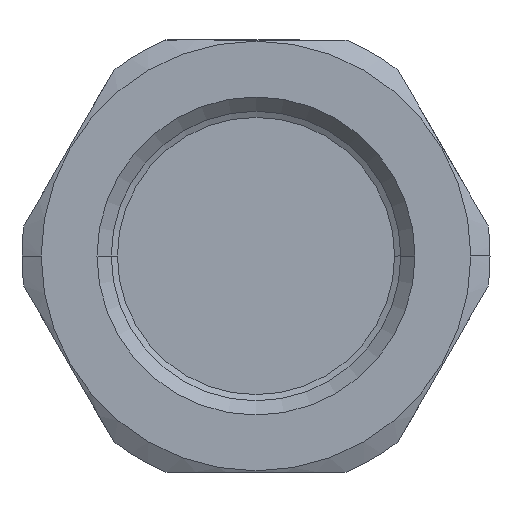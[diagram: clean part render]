
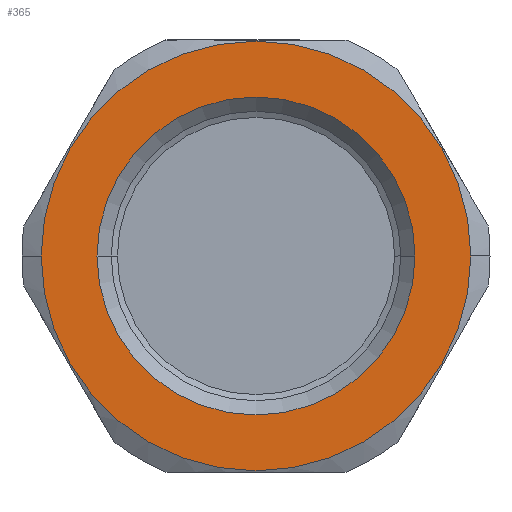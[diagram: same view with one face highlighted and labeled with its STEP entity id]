
A CAD part, left-side view. The second image highlights one B-rep face of the part: STEP entity #365.
In plain terms, the highlighted planar face has unit normal (-1, 0, 0).
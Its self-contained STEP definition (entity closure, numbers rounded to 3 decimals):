
#35 = AXIS2_PLACEMENT_3D ( 'NONE', #1106, #1107, #1096 ) ;
#99 = EDGE_CURVE ( 'NONE', #1088, #973, #1687, .T. ) ;
#146 = EDGE_CURVE ( 'NONE', #873, #962, #1900, .T. ) ;
#235 = CARTESIAN_POINT ( 'NONE',  ( -53., 13.25, 0. ) ) ;
#365 = ADVANCED_FACE ( 'NONE', ( #2351, #2350 ), #528, .T. ) ;
#511 = DIRECTION ( 'NONE',  ( 0., 1., 0. ) ) ;
#513 = DIRECTION ( 'NONE',  ( -1., 0., 0. ) ) ;
#522 = CARTESIAN_POINT ( 'NONE',  ( -53., -17.9, 0. ) ) ;
#528 = PLANE ( 'NONE',  #2669 ) ;
#682 = EDGE_CURVE ( 'NONE', #973, #1088, #2201, .T. ) ;
#683 = EDGE_CURVE ( 'NONE', #962, #873, #2200, .T. ) ;
#724 = AXIS2_PLACEMENT_3D ( 'NONE', #1348, #1268, #1296 ) ;
#766 = AXIS2_PLACEMENT_3D ( 'NONE', #1461, #1325, #1340 ) ;
#873 = VERTEX_POINT ( 'NONE', #2564 ) ;
#962 = VERTEX_POINT ( 'NONE', #2499 ) ;
#973 = VERTEX_POINT ( 'NONE', #2581 ) ;
#1029 = DIRECTION ( 'NONE',  ( 0., -1., 0. ) ) ;
#1051 = DIRECTION ( 'NONE',  ( 1., 0., 0. ) ) ;
#1059 = CARTESIAN_POINT ( 'NONE',  ( -53., 0., 0. ) ) ;
#1088 = VERTEX_POINT ( 'NONE', #235 ) ;
#1096 = DIRECTION ( 'NONE',  ( 0., -1., 0. ) ) ;
#1106 = CARTESIAN_POINT ( 'NONE',  ( -53., 0., 0. ) ) ;
#1107 = DIRECTION ( 'NONE',  ( 1., 0., 0. ) ) ;
#1268 = DIRECTION ( 'NONE',  ( 1., 0., 0. ) ) ;
#1296 = DIRECTION ( 'NONE',  ( 0., -1., 0. ) ) ;
#1325 = DIRECTION ( 'NONE',  ( 1., 0., 0. ) ) ;
#1340 = DIRECTION ( 'NONE',  ( 0., -1., 0. ) ) ;
#1348 = CARTESIAN_POINT ( 'NONE',  ( -53., 0., 0. ) ) ;
#1461 = CARTESIAN_POINT ( 'NONE',  ( -53., 0., 0. ) ) ;
#1568 = ORIENTED_EDGE ( 'NONE', *, *, #683, .F. ) ;
#1646 = ORIENTED_EDGE ( 'NONE', *, *, #682, .T. ) ;
#1668 = ORIENTED_EDGE ( 'NONE', *, *, #99, .T. ) ;
#1687 = CIRCLE ( 'NONE', #35, 13.25 ) ;
#1894 = ORIENTED_EDGE ( 'NONE', *, *, #146, .F. ) ;
#1900 = CIRCLE ( 'NONE', #2628, 17.9 ) ;
#2035 = EDGE_LOOP ( 'NONE', ( #1668, #1646 ) ) ;
#2072 = EDGE_LOOP ( 'NONE', ( #1894, #1568 ) ) ;
#2200 = CIRCLE ( 'NONE', #724, 17.9 ) ;
#2201 = CIRCLE ( 'NONE', #766, 13.25 ) ;
#2350 = FACE_OUTER_BOUND ( 'NONE', #2072, .T. ) ;
#2351 = FACE_BOUND ( 'NONE', #2035, .T. ) ;
#2499 = CARTESIAN_POINT ( 'NONE',  ( -53., 17.9, 0. ) ) ;
#2564 = CARTESIAN_POINT ( 'NONE',  ( -53., -17.9, 0. ) ) ;
#2581 = CARTESIAN_POINT ( 'NONE',  ( -53., -13.25, 0. ) ) ;
#2628 = AXIS2_PLACEMENT_3D ( 'NONE', #1059, #1051, #1029 ) ;
#2669 = AXIS2_PLACEMENT_3D ( 'NONE', #522, #513, #511 ) ;
